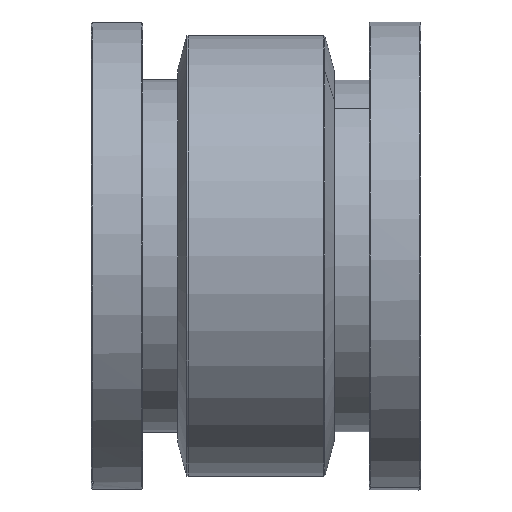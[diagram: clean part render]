
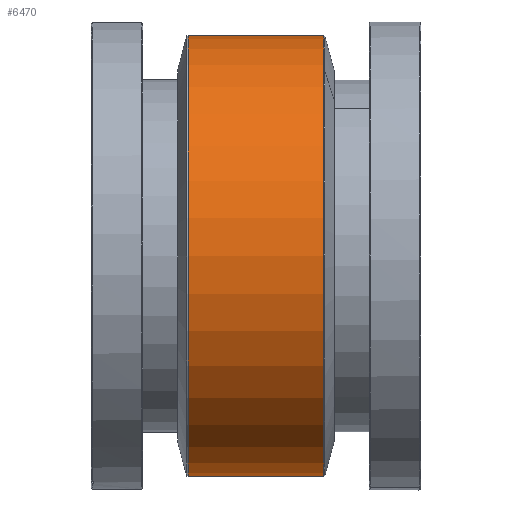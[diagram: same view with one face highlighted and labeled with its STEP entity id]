
A CAD part, left-side view. The second image highlights one B-rep face of the part: STEP entity #6470.
In plain terms, the highlighted cylindrical face has radius 95.25 mm (diameter 190.5 mm), a partial arc.
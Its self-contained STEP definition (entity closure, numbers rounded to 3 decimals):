
#132 = CARTESIAN_POINT ( 'NONE',  ( 0., 29.35, 0. ) ) ;
#148 = EDGE_CURVE ( 'NONE', #4964, #8825, #9442, .T. ) ;
#435 = CARTESIAN_POINT ( 'NONE',  ( 0., -29.35, 95.25 ) ) ;
#1319 = CARTESIAN_POINT ( 'NONE',  ( 0., -29.35, 0. ) ) ;
#1383 = FACE_OUTER_BOUND ( 'NONE', #3552, .T. ) ;
#1427 = ORIENTED_EDGE ( 'NONE', *, *, #7062, .T. ) ;
#1657 = LINE ( 'NONE', #3145, #6952 ) ;
#2054 = VERTEX_POINT ( 'NONE', #435 ) ;
#2733 = DIRECTION ( 'NONE',  ( 0., -1., 0. ) ) ;
#2797 = VECTOR ( 'NONE', #2733, 1000. ) ;
#2942 = CARTESIAN_POINT ( 'NONE',  ( 0., -29.35, -95.25 ) ) ;
#3097 = DIRECTION ( 'NONE',  ( 0., -1., 0. ) ) ;
#3145 = CARTESIAN_POINT ( 'NONE',  ( 0., 29.35, -95.25 ) ) ;
#3552 = EDGE_LOOP ( 'NONE', ( #3663, #3797, #1427, #7296 ) ) ;
#3663 = ORIENTED_EDGE ( 'NONE', *, *, #8629, .F. ) ;
#3797 = ORIENTED_EDGE ( 'NONE', *, *, #148, .F. ) ;
#4557 = CIRCLE ( 'NONE', #8440, 95.25 ) ;
#4673 = DIRECTION ( 'NONE',  ( 0., 0., -1. ) ) ;
#4786 = DIRECTION ( 'NONE',  ( 0., -1., 0. ) ) ;
#4862 = LINE ( 'NONE', #5858, #2797 ) ;
#4964 = VERTEX_POINT ( 'NONE', #9343 ) ;
#5858 = CARTESIAN_POINT ( 'NONE',  ( 0., 29.35, 95.25 ) ) ;
#5889 = VERTEX_POINT ( 'NONE', #2942 ) ;
#6470 = ADVANCED_FACE ( 'NONE', ( #1383 ), #8149, .T. ) ;
#6742 = EDGE_CURVE ( 'NONE', #5889, #2054, #4557, .T. ) ;
#6867 = DIRECTION ( 'NONE',  ( 0., 0., 1. ) ) ;
#6952 = VECTOR ( 'NONE', #4786, 1000. ) ;
#7062 = EDGE_CURVE ( 'NONE', #4964, #5889, #1657, .T. ) ;
#7296 = ORIENTED_EDGE ( 'NONE', *, *, #6742, .T. ) ;
#7577 = DIRECTION ( 'NONE',  ( 0., 1., 0. ) ) ;
#7784 = AXIS2_PLACEMENT_3D ( 'NONE', #9286, #9940, #6867 ) ;
#7786 = AXIS2_PLACEMENT_3D ( 'NONE', #132, #3097, #4673 ) ;
#8149 = CYLINDRICAL_SURFACE ( 'NONE', #7786, 95.25 ) ;
#8421 = DIRECTION ( 'NONE',  ( 0., 0., 1. ) ) ;
#8440 = AXIS2_PLACEMENT_3D ( 'NONE', #1319, #7577, #8421 ) ;
#8629 = EDGE_CURVE ( 'NONE', #8825, #2054, #4862, .T. ) ;
#8825 = VERTEX_POINT ( 'NONE', #9103 ) ;
#9103 = CARTESIAN_POINT ( 'NONE',  ( 0., 29.35, 95.25 ) ) ;
#9286 = CARTESIAN_POINT ( 'NONE',  ( 0., 29.35, 0. ) ) ;
#9343 = CARTESIAN_POINT ( 'NONE',  ( 0., 29.35, -95.25 ) ) ;
#9442 = CIRCLE ( 'NONE', #7784, 95.25 ) ;
#9940 = DIRECTION ( 'NONE',  ( 0., 1., 0. ) ) ;
